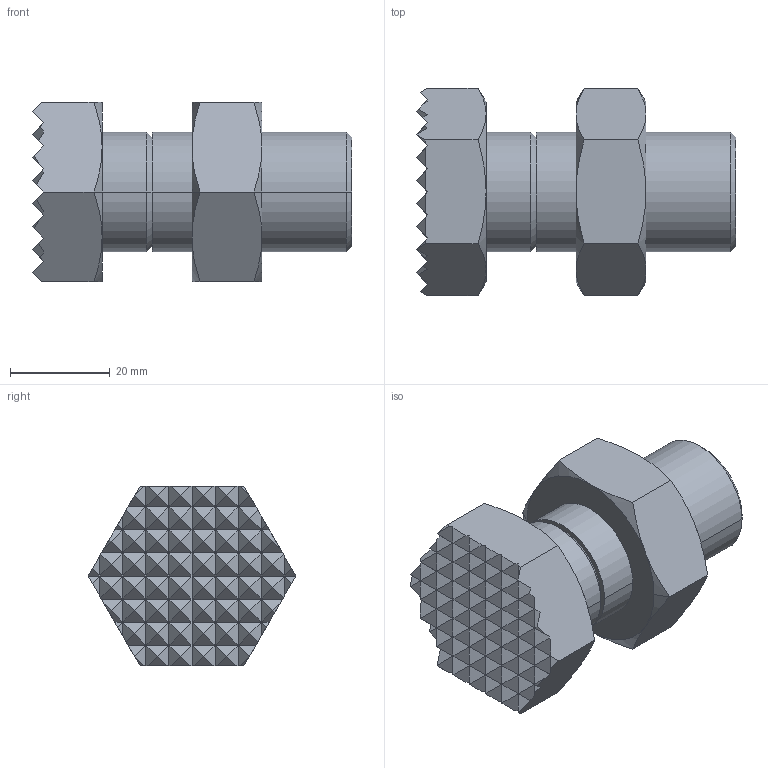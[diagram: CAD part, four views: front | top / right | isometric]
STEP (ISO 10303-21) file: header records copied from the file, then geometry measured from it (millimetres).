
FILE_DESCRIPTION(('STEP AP214'),'1');
FILE_NAME('HALDERN_EH_22690_0644.stp','2017-07-04T09:14:36',('TraceParts'),('TraceParts S.A.'),'Spatial InterOp 3D',' ',' ');
FILE_SCHEMA(('automotive_design'));
Length unit declared in the file: millimetre
Products named in the file (2): HALDERN_EH_22690_0644_1; HALDERN_EH_22690_0644_2
Bounding box: 64 x 41.57 x 36 mm (x, y, z)
Volume: 46762.1 mm3; surface area: 12041.7 mm2
Topology: 2 solids, 2 shells, 291 faces, 534 edges, 249 vertices
Faces by surface type: plane 253, cone 32, cylinder 6
Entity records: 9023 total; most frequent: CARTESIAN_POINT 1220, DIRECTION 1128, ORIENTED_EDGE 1068, EDGE_CURVE 534, LINE 454, VECTOR 454, AXIS2_PLACEMENT_3D 337, EDGE_LOOP 295
